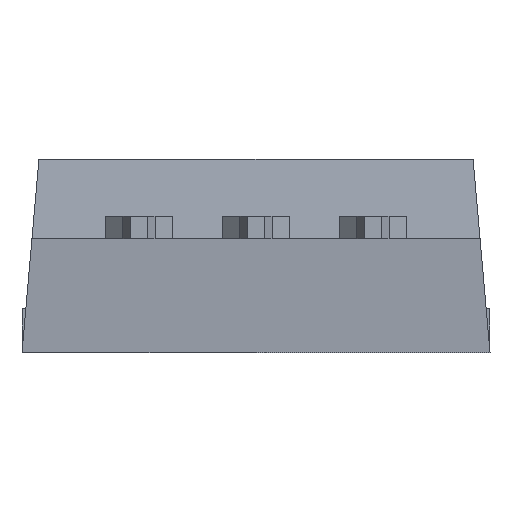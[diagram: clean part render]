
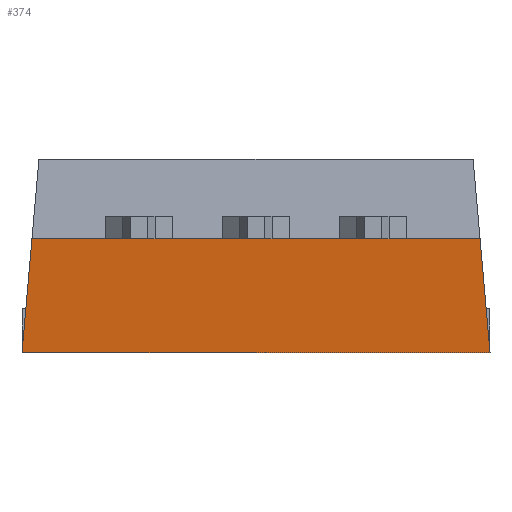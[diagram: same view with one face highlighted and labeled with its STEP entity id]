
A CAD part, front view. The second image highlights one B-rep face of the part: STEP entity #374.
In plain terms, the highlighted planar face has unit normal (0, -0.996, -0.087).
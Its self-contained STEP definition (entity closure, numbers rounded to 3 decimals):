
#267 = EDGE_CURVE ( 'NONE', #526, #2218, #1848, .T. ) ;
#329 = DIRECTION ( 'NONE',  ( 0., -0.996, -0.087 ) ) ;
#374 = ADVANCED_FACE ( 'NONE', ( #1368 ), #2073, .T. ) ;
#511 = VECTOR ( 'NONE', #886, 1000. ) ;
#526 = VERTEX_POINT ( 'NONE', #2363 ) ;
#539 = LINE ( 'NONE', #1857, #1335 ) ;
#544 = CARTESIAN_POINT ( 'NONE',  ( 5.08, 14.947, -2.717 ) ) ;
#667 = VERTEX_POINT ( 'NONE', #544 ) ;
#758 = DIRECTION ( 'NONE',  ( -1., 0., 0. ) ) ;
#818 = VECTOR ( 'NONE', #1587, 1000. ) ;
#849 = CARTESIAN_POINT ( 'NONE',  ( 4.789, 14.655, 0.614 ) ) ;
#886 = DIRECTION ( 'NONE',  ( -0.087, 0.087, -0.992 ) ) ;
#910 = ORIENTED_EDGE ( 'NONE', *, *, #1509, .T. ) ;
#1080 = AXIS2_PLACEMENT_3D ( 'NONE', #1146, #329, #758 ) ;
#1086 = CARTESIAN_POINT ( 'NONE',  ( 4.863, 14.73, -0.243 ) ) ;
#1146 = CARTESIAN_POINT ( 'NONE',  ( -5.08, 14.73, -0.242 ) ) ;
#1272 = EDGE_LOOP ( 'NONE', ( #2370, #1746, #910, #1276 ) ) ;
#1273 = DIRECTION ( 'NONE',  ( -1., 0., 0. ) ) ;
#1276 = ORIENTED_EDGE ( 'NONE', *, *, #267, .T. ) ;
#1298 = LINE ( 'NONE', #849, #818 ) ;
#1335 = VECTOR ( 'NONE', #1273, 1000. ) ;
#1368 = FACE_OUTER_BOUND ( 'NONE', #1272, .T. ) ;
#1501 = VECTOR ( 'NONE', #1900, 1000. ) ;
#1509 = EDGE_CURVE ( 'NONE', #1555, #526, #539, .T. ) ;
#1555 = VERTEX_POINT ( 'NONE', #1086 ) ;
#1587 = DIRECTION ( 'NONE',  ( -0.087, -0.087, 0.992 ) ) ;
#1674 = EDGE_CURVE ( 'NONE', #667, #2218, #1750, .T. ) ;
#1746 = ORIENTED_EDGE ( 'NONE', *, *, #1886, .T. ) ;
#1750 = LINE ( 'NONE', #2465, #1501 ) ;
#1848 = LINE ( 'NONE', #2397, #511 ) ;
#1857 = CARTESIAN_POINT ( 'NONE',  ( -5.08, 14.73, -0.243 ) ) ;
#1886 = EDGE_CURVE ( 'NONE', #667, #1555, #1298, .T. ) ;
#1900 = DIRECTION ( 'NONE',  ( -1., 0., 0. ) ) ;
#2073 = PLANE ( 'NONE',  #1080 ) ;
#2218 = VERTEX_POINT ( 'NONE', #2240 ) ;
#2240 = CARTESIAN_POINT ( 'NONE',  ( -5.08, 14.947, -2.717 ) ) ;
#2363 = CARTESIAN_POINT ( 'NONE',  ( -4.863, 14.73, -0.243 ) ) ;
#2370 = ORIENTED_EDGE ( 'NONE', *, *, #1674, .F. ) ;
#2397 = CARTESIAN_POINT ( 'NONE',  ( -4.865, 14.732, -0.261 ) ) ;
#2465 = CARTESIAN_POINT ( 'NONE',  ( -5.08, 14.947, -2.717 ) ) ;
